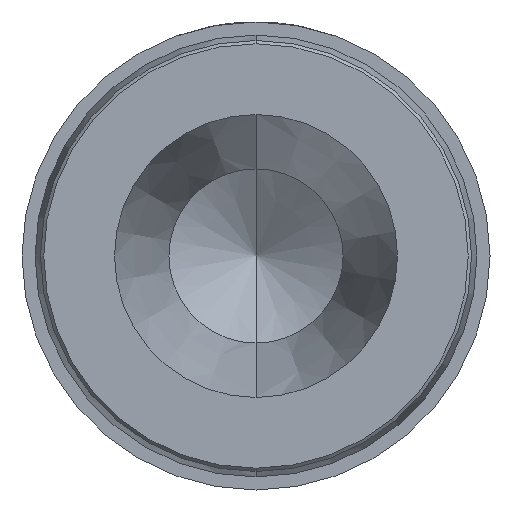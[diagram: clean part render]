
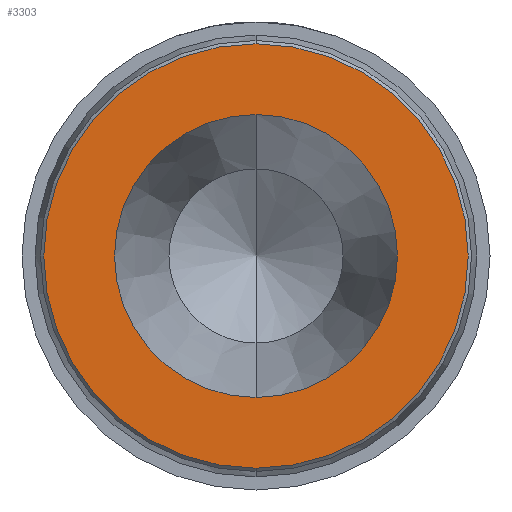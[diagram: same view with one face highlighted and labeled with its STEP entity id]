
A CAD part, front view. The second image highlights one B-rep face of the part: STEP entity #3303.
In plain terms, the highlighted planar face has unit normal (0, -1, 0).
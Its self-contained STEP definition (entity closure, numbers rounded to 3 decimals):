
#32 = CARTESIAN_POINT ( 'NONE',  ( 0., -17., 0.975 ) ) ;
#120 = ORIENTED_EDGE ( 'NONE', *, *, #1746, .T. ) ;
#184 = CARTESIAN_POINT ( 'NONE',  ( 0., -17., 0. ) ) ;
#195 = CIRCLE ( 'NONE', #669, 0.975 ) ;
#320 = DIRECTION ( 'NONE',  ( 0., 0., 1. ) ) ;
#565 = DIRECTION ( 'NONE',  ( 0., 0., 1. ) ) ;
#669 = AXIS2_PLACEMENT_3D ( 'NONE', #184, #3126, #2560 ) ;
#672 = FACE_BOUND ( 'NONE', #1330, .T. ) ;
#771 = CARTESIAN_POINT ( 'NONE',  ( -0.975, -17., 0. ) ) ;
#790 = CIRCLE ( 'NONE', #3179, 0.975 ) ;
#1027 = EDGE_CURVE ( 'Defeature ausgef�hrt2_2+Defeature ausgef�hrt2_1+Defeature ausgef�hrt2_1+Defeature ausgef�hrt2_1', #2580, #3600, #790, .T. ) ;
#1052 = DIRECTION ( 'NONE',  ( 0., -1., 0. ) ) ;
#1160 = DIRECTION ( 'NONE',  ( 0., 1., 0. ) ) ;
#1210 = DIRECTION ( 'NONE',  ( 0., 1., 0. ) ) ;
#1265 = CARTESIAN_POINT ( 'NONE',  ( 0., -17., 0.65 ) ) ;
#1330 = EDGE_LOOP ( 'NONE', ( #3388, #120 ) ) ;
#1455 = AXIS2_PLACEMENT_3D ( 'NONE', #771, #1052, #3449 ) ;
#1677 = CIRCLE ( 'NONE', #2976, 0.65 ) ;
#1746 = EDGE_CURVE ( 'Defeature ausgef�hrt2_1+Defeature ausgef�hrt2_15+Defeature ausgef�hrt2_15+Defeature ausgef�hrt2_15', #2351, #2289, #1677, .T. ) ;
#1757 = CARTESIAN_POINT ( 'NONE',  ( 0., -17., 0. ) ) ;
#1811 = CARTESIAN_POINT ( 'NONE',  ( 0., -17., 0. ) ) ;
#2114 = FACE_OUTER_BOUND ( 'NONE', #2451, .T. ) ;
#2129 = CARTESIAN_POINT ( 'NONE',  ( 0., -17., -0.975 ) ) ;
#2289 = VERTEX_POINT ( 'NONE', #3210 ) ;
#2351 = VERTEX_POINT ( 'NONE', #1265 ) ;
#2451 = EDGE_LOOP ( 'NONE', ( #3464, #2541 ) ) ;
#2541 = ORIENTED_EDGE ( 'NONE', *, *, #3289, .F. ) ;
#2560 = DIRECTION ( 'NONE',  ( 0., 0., 1. ) ) ;
#2580 = VERTEX_POINT ( 'NONE', #32 ) ;
#2789 = CIRCLE ( 'NONE', #3606, 0.65 ) ;
#2976 = AXIS2_PLACEMENT_3D ( 'NONE', #3058, #1210, #565 ) ;
#3058 = CARTESIAN_POINT ( 'NONE',  ( 0., -17., 0. ) ) ;
#3126 = DIRECTION ( 'NONE',  ( 0., 1., 0. ) ) ;
#3172 = PLANE ( 'NONE',  #1455 ) ;
#3179 = AXIS2_PLACEMENT_3D ( 'NONE', #1757, #3846, #3509 ) ;
#3210 = CARTESIAN_POINT ( 'NONE',  ( 0., -17., -0.65 ) ) ;
#3289 = EDGE_CURVE ( 'Defeature ausgef�hrt2_2+Defeature ausgef�hrt2_1+Defeature ausgef�hrt2_1+Defeature ausgef�hrt2_1', #3600, #2580, #195, .T. ) ;
#3303 = ADVANCED_FACE ( 'Defeature ausgef�hrt2_1', ( #672, #2114 ), #3172, .T. ) ;
#3388 = ORIENTED_EDGE ( 'NONE', *, *, #3797, .T. ) ;
#3449 = DIRECTION ( 'NONE',  ( 0., 0., -1. ) ) ;
#3464 = ORIENTED_EDGE ( 'NONE', *, *, #1027, .F. ) ;
#3509 = DIRECTION ( 'NONE',  ( 0., 0., 1. ) ) ;
#3600 = VERTEX_POINT ( 'NONE', #2129 ) ;
#3606 = AXIS2_PLACEMENT_3D ( 'NONE', #1811, #1160, #320 ) ;
#3797 = EDGE_CURVE ( 'Defeature ausgef�hrt2_1+Defeature ausgef�hrt2_15+Defeature ausgef�hrt2_15+Defeature ausgef�hrt2_15', #2289, #2351, #2789, .T. ) ;
#3846 = DIRECTION ( 'NONE',  ( 0., 1., 0. ) ) ;
